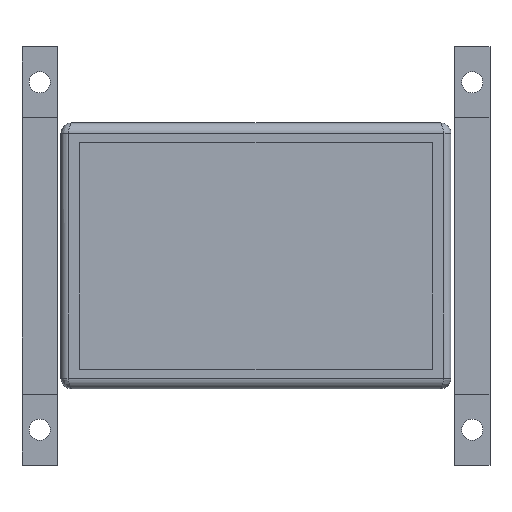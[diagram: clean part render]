
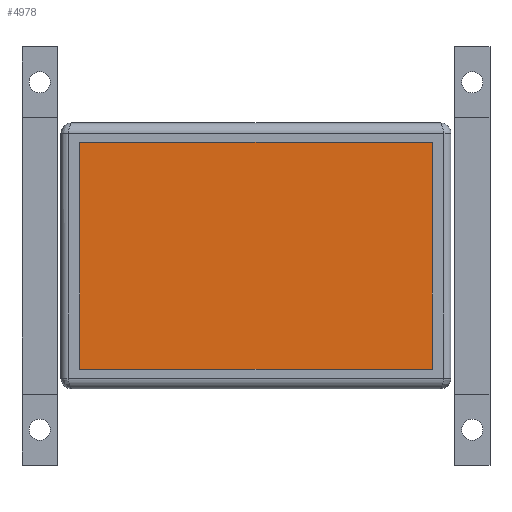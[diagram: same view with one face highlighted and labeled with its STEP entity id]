
A CAD part, top view. The second image highlights one B-rep face of the part: STEP entity #4978.
In plain terms, the highlighted planar face has unit normal (0, 0, 1).
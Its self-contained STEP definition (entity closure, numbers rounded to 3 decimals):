
#4639 = PLANE('',#4640);
#4640 = AXIS2_PLACEMENT_3D('',#4641,#4642,#4643);
#4641 = CARTESIAN_POINT('',(-49.75,32.,13.));
#4642 = DIRECTION('',(0.,-1.,0.));
#4643 = DIRECTION('',(1.,0.,0.));
#4667 = PLANE('',#4668);
#4668 = AXIS2_PLACEMENT_3D('',#4669,#4670,#4671);
#4669 = CARTESIAN_POINT('',(-49.75,-32.,13.));
#4670 = DIRECTION('',(1.,0.,0.));
#4671 = DIRECTION('',(0.,1.,0.));
#4695 = PLANE('',#4696);
#4696 = AXIS2_PLACEMENT_3D('',#4697,#4698,#4699);
#4697 = CARTESIAN_POINT('',(49.75,-32.,13.));
#4698 = DIRECTION('',(0.,1.,0.));
#4699 = DIRECTION('',(-1.,0.,0.));
#4721 = PLANE('',#4722);
#4722 = AXIS2_PLACEMENT_3D('',#4723,#4724,#4725);
#4723 = CARTESIAN_POINT('',(49.75,32.,13.));
#4724 = DIRECTION('',(-1.,0.,0.));
#4725 = DIRECTION('',(0.,-1.,0.));
#4782 = VERTEX_POINT('',#4783);
#4783 = CARTESIAN_POINT('',(-49.75,32.,12.));
#4804 = EDGE_CURVE('',#4782,#4805,#4807,.T.);
#4805 = VERTEX_POINT('',#4806);
#4806 = CARTESIAN_POINT('',(49.75,32.,12.));
#4807 = SURFACE_CURVE('',#4808,(#4812,#4819),.PCURVE_S1.);
#4808 = LINE('',#4809,#4810);
#4809 = CARTESIAN_POINT('',(-49.75,32.,12.));
#4810 = VECTOR('',#4811,1.);
#4811 = DIRECTION('',(1.,0.,0.));
#4812 = PCURVE('',#4639,#4813);
#4813 = DEFINITIONAL_REPRESENTATION('',(#4814),#4818);
#4814 = LINE('',#4815,#4816);
#4815 = CARTESIAN_POINT('',(0.,-1.));
#4816 = VECTOR('',#4817,1.);
#4817 = DIRECTION('',(1.,0.));
#4818 = ( GEOMETRIC_REPRESENTATION_CONTEXT(2) 
PARAMETRIC_REPRESENTATION_CONTEXT() REPRESENTATION_CONTEXT('2D SPACE',''
  ) );
#4819 = PCURVE('',#4820,#4825);
#4820 = PLANE('',#4821);
#4821 = AXIS2_PLACEMENT_3D('',#4822,#4823,#4824);
#4822 = CARTESIAN_POINT('',(0.,0.,12.));
#4823 = DIRECTION('',(-0.,-0.,-1.));
#4824 = DIRECTION('',(-1.,0.,0.));
#4825 = DEFINITIONAL_REPRESENTATION('',(#4826),#4830);
#4826 = LINE('',#4827,#4828);
#4827 = CARTESIAN_POINT('',(49.75,32.));
#4828 = VECTOR('',#4829,1.);
#4829 = DIRECTION('',(-1.,0.));
#4830 = ( GEOMETRIC_REPRESENTATION_CONTEXT(2) 
PARAMETRIC_REPRESENTATION_CONTEXT() REPRESENTATION_CONTEXT('2D SPACE',''
  ) );
#4858 = EDGE_CURVE('',#4805,#4859,#4861,.T.);
#4859 = VERTEX_POINT('',#4860);
#4860 = CARTESIAN_POINT('',(49.75,-32.,12.));
#4861 = SURFACE_CURVE('',#4862,(#4866,#4873),.PCURVE_S1.);
#4862 = LINE('',#4863,#4864);
#4863 = CARTESIAN_POINT('',(49.75,32.,12.));
#4864 = VECTOR('',#4865,1.);
#4865 = DIRECTION('',(0.,-1.,0.));
#4866 = PCURVE('',#4721,#4867);
#4867 = DEFINITIONAL_REPRESENTATION('',(#4868),#4872);
#4868 = LINE('',#4869,#4870);
#4869 = CARTESIAN_POINT('',(0.,-1.));
#4870 = VECTOR('',#4871,1.);
#4871 = DIRECTION('',(1.,0.));
#4872 = ( GEOMETRIC_REPRESENTATION_CONTEXT(2) 
PARAMETRIC_REPRESENTATION_CONTEXT() REPRESENTATION_CONTEXT('2D SPACE',''
  ) );
#4873 = PCURVE('',#4820,#4874);
#4874 = DEFINITIONAL_REPRESENTATION('',(#4875),#4879);
#4875 = LINE('',#4876,#4877);
#4876 = CARTESIAN_POINT('',(-49.75,32.));
#4877 = VECTOR('',#4878,1.);
#4878 = DIRECTION('',(0.,-1.));
#4879 = ( GEOMETRIC_REPRESENTATION_CONTEXT(2) 
PARAMETRIC_REPRESENTATION_CONTEXT() REPRESENTATION_CONTEXT('2D SPACE',''
  ) );
#4907 = EDGE_CURVE('',#4859,#4908,#4910,.T.);
#4908 = VERTEX_POINT('',#4909);
#4909 = CARTESIAN_POINT('',(-49.75,-32.,12.));
#4910 = SURFACE_CURVE('',#4911,(#4915,#4922),.PCURVE_S1.);
#4911 = LINE('',#4912,#4913);
#4912 = CARTESIAN_POINT('',(49.75,-32.,12.));
#4913 = VECTOR('',#4914,1.);
#4914 = DIRECTION('',(-1.,0.,0.));
#4915 = PCURVE('',#4695,#4916);
#4916 = DEFINITIONAL_REPRESENTATION('',(#4917),#4921);
#4917 = LINE('',#4918,#4919);
#4918 = CARTESIAN_POINT('',(0.,-1.));
#4919 = VECTOR('',#4920,1.);
#4920 = DIRECTION('',(1.,0.));
#4921 = ( GEOMETRIC_REPRESENTATION_CONTEXT(2) 
PARAMETRIC_REPRESENTATION_CONTEXT() REPRESENTATION_CONTEXT('2D SPACE',''
  ) );
#4922 = PCURVE('',#4820,#4923);
#4923 = DEFINITIONAL_REPRESENTATION('',(#4924),#4928);
#4924 = LINE('',#4925,#4926);
#4925 = CARTESIAN_POINT('',(-49.75,-32.));
#4926 = VECTOR('',#4927,1.);
#4927 = DIRECTION('',(1.,0.));
#4928 = ( GEOMETRIC_REPRESENTATION_CONTEXT(2) 
PARAMETRIC_REPRESENTATION_CONTEXT() REPRESENTATION_CONTEXT('2D SPACE',''
  ) );
#4956 = EDGE_CURVE('',#4908,#4782,#4957,.T.);
#4957 = SURFACE_CURVE('',#4958,(#4962,#4969),.PCURVE_S1.);
#4958 = LINE('',#4959,#4960);
#4959 = CARTESIAN_POINT('',(-49.75,-32.,12.));
#4960 = VECTOR('',#4961,1.);
#4961 = DIRECTION('',(0.,1.,0.));
#4962 = PCURVE('',#4667,#4963);
#4963 = DEFINITIONAL_REPRESENTATION('',(#4964),#4968);
#4964 = LINE('',#4965,#4966);
#4965 = CARTESIAN_POINT('',(0.,-1.));
#4966 = VECTOR('',#4967,1.);
#4967 = DIRECTION('',(1.,0.));
#4968 = ( GEOMETRIC_REPRESENTATION_CONTEXT(2) 
PARAMETRIC_REPRESENTATION_CONTEXT() REPRESENTATION_CONTEXT('2D SPACE',''
  ) );
#4969 = PCURVE('',#4820,#4970);
#4970 = DEFINITIONAL_REPRESENTATION('',(#4971),#4975);
#4971 = LINE('',#4972,#4973);
#4972 = CARTESIAN_POINT('',(49.75,-32.));
#4973 = VECTOR('',#4974,1.);
#4974 = DIRECTION('',(0.,1.));
#4975 = ( GEOMETRIC_REPRESENTATION_CONTEXT(2) 
PARAMETRIC_REPRESENTATION_CONTEXT() REPRESENTATION_CONTEXT('2D SPACE',''
  ) );
#4978 = ADVANCED_FACE('',(#4979),#4820,.F.);
#4979 = FACE_BOUND('',#4980,.F.);
#4980 = EDGE_LOOP('',(#4981,#4982,#4983,#4984));
#4981 = ORIENTED_EDGE('',*,*,#4804,.T.);
#4982 = ORIENTED_EDGE('',*,*,#4858,.T.);
#4983 = ORIENTED_EDGE('',*,*,#4907,.T.);
#4984 = ORIENTED_EDGE('',*,*,#4956,.T.);
